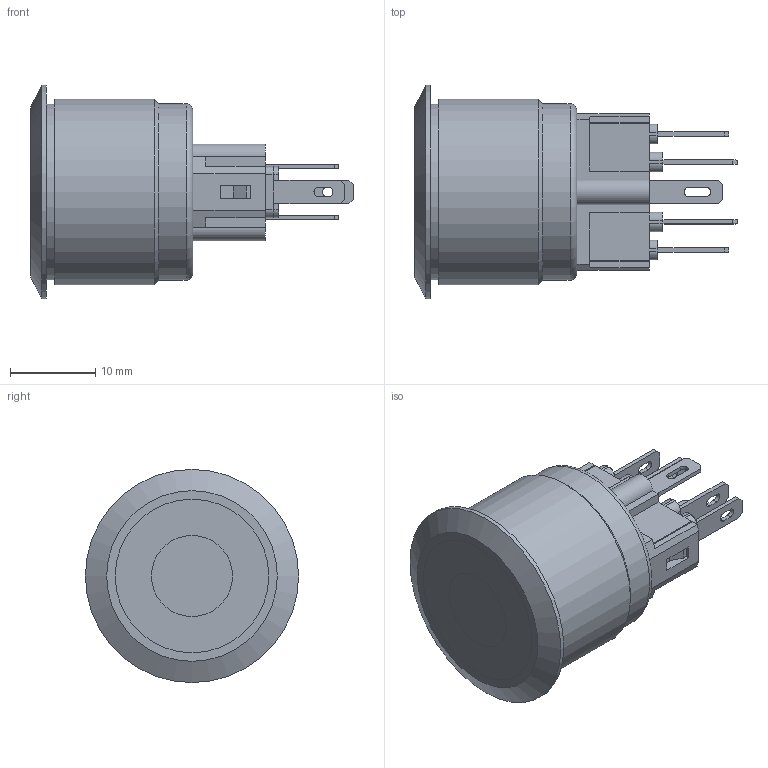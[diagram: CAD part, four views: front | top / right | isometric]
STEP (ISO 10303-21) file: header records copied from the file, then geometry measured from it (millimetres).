
FILE_DESCRIPTION((''),'2;1');
FILE_NAME('PV7F2Y0xx-2xx.stp','2017-09-15T12:01:56',('mroman'),(''),'Autodesk Inventor 2012','Autodesk Inventor 2012','');
FILE_SCHEMA(('CONFIG_CONTROL_DESIGN'));
Length unit declared in the file: inch
Products named in the file (1): Part58
Bounding box: 37.8 x 25 x 25 mm (x, y, z)
Volume: 8178.8 mm3; surface area: 3326.1 mm2
Topology: 1 solids, 3 shells, 252 faces, 636 edges, 394 vertices
Faces by surface type: plane 170, cylinder 63, torus 17, cone 2
Full cylindrical faces by diameter (mm): 1.85 x1, 20.6 x1, 20.7 x1, 21.8 x1, 25 x1
Entity records: 7424 total; most frequent: DIRECTION 1278, CARTESIAN_POINT 1269, ORIENTED_EDGE 1250, EDGE_CURVE 625, VECTOR 478, LINE 478, AXIS2_PLACEMENT_3D 400, VERTEX_POINT 391
